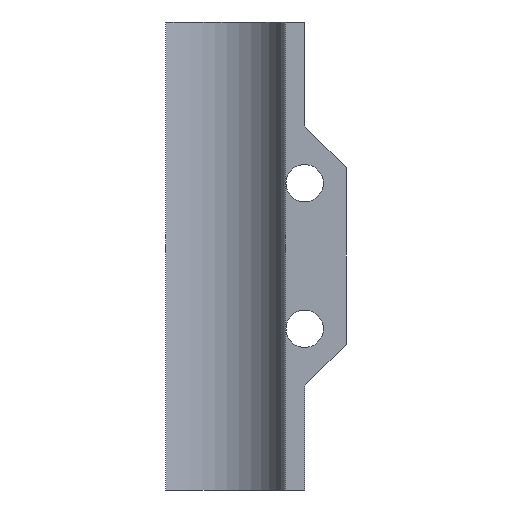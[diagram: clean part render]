
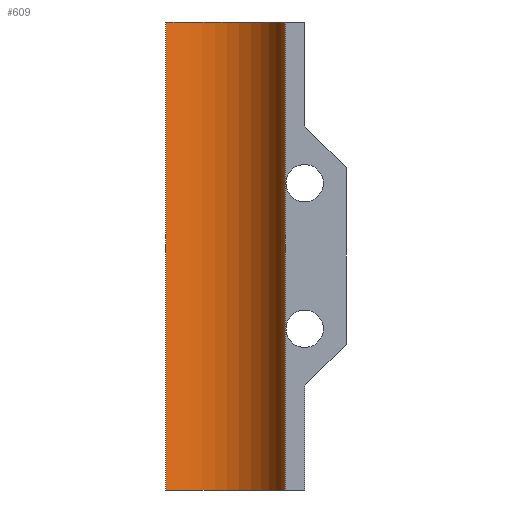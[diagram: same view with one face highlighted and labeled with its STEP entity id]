
A CAD part, left-side view. The second image highlights one B-rep face of the part: STEP entity #609.
In plain terms, the highlighted cylindrical face has radius 7.5 mm (diameter 15 mm), a partial arc.
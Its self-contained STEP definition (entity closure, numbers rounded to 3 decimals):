
#8 = CARTESIAN_POINT ( 'NONE',  ( 22.126, -1., 45.131 ) ) ;
#67 = AXIS2_PLACEMENT_3D ( 'NONE', #91, #331, #426 ) ;
#79 = CARTESIAN_POINT ( 'NONE',  ( 15.782, -12.5, 45. ) ) ;
#84 = ORIENTED_EDGE ( 'NONE', *, *, #707, .F. ) ;
#88 = VECTOR ( 'NONE', #499, 1000. ) ;
#91 = CARTESIAN_POINT ( 'NONE',  ( 15.782, -5., 0. ) ) ;
#110 = LINE ( 'NONE', #114, #88 ) ;
#114 = CARTESIAN_POINT ( 'NONE',  ( 15.782, -12.5, 45.131 ) ) ;
#139 = VERTEX_POINT ( 'NONE', #146 ) ;
#146 = CARTESIAN_POINT ( 'NONE',  ( 22.126, -1., 0. ) ) ;
#177 = VERTEX_POINT ( 'NONE', #655 ) ;
#212 = CYLINDRICAL_SURFACE ( 'NONE', #569, 7.5 ) ;
#229 = CIRCLE ( 'NONE', #687, 7.5 ) ;
#238 = CARTESIAN_POINT ( 'NONE',  ( 15.782, -5., 45. ) ) ;
#240 = VECTOR ( 'NONE', #504, 1000. ) ;
#277 = CIRCLE ( 'NONE', #67, 7.5 ) ;
#304 = DIRECTION ( 'NONE',  ( -1., 0., 0. ) ) ;
#318 = EDGE_CURVE ( 'NONE', #604, #667, #110, .T. ) ;
#319 = CARTESIAN_POINT ( 'NONE',  ( 15.782, -5., 45.131 ) ) ;
#331 = DIRECTION ( 'NONE',  ( 0., 0., 1. ) ) ;
#367 = EDGE_CURVE ( 'NONE', #139, #177, #506, .T. ) ;
#368 = CARTESIAN_POINT ( 'NONE',  ( 15.782, -12.5, 0. ) ) ;
#426 = DIRECTION ( 'NONE',  ( 1., 0., 0. ) ) ;
#435 = EDGE_CURVE ( 'NONE', #667, #177, #229, .T. ) ;
#452 = DIRECTION ( 'NONE',  ( 0., 0., 1. ) ) ;
#453 = ORIENTED_EDGE ( 'NONE', *, *, #367, .F. ) ;
#468 = DIRECTION ( 'NONE',  ( 0., 0., -1. ) ) ;
#473 = DIRECTION ( 'NONE',  ( -1., 0., 0. ) ) ;
#499 = DIRECTION ( 'NONE',  ( 0., 0., 1. ) ) ;
#504 = DIRECTION ( 'NONE',  ( 0., 0., 1. ) ) ;
#506 = LINE ( 'NONE', #8, #240 ) ;
#563 = EDGE_LOOP ( 'NONE', ( #652, #611, #453, #84 ) ) ;
#569 = AXIS2_PLACEMENT_3D ( 'NONE', #319, #468, #473 ) ;
#604 = VERTEX_POINT ( 'NONE', #368 ) ;
#606 = FACE_OUTER_BOUND ( 'NONE', #563, .T. ) ;
#609 = ADVANCED_FACE ( 'NONE', ( #606 ), #212, .F. ) ;
#611 = ORIENTED_EDGE ( 'NONE', *, *, #435, .T. ) ;
#652 = ORIENTED_EDGE ( 'NONE', *, *, #318, .T. ) ;
#655 = CARTESIAN_POINT ( 'NONE',  ( 22.126, -1., 45. ) ) ;
#667 = VERTEX_POINT ( 'NONE', #79 ) ;
#687 = AXIS2_PLACEMENT_3D ( 'NONE', #238, #452, #304 ) ;
#707 = EDGE_CURVE ( 'NONE', #604, #139, #277, .T. ) ;
